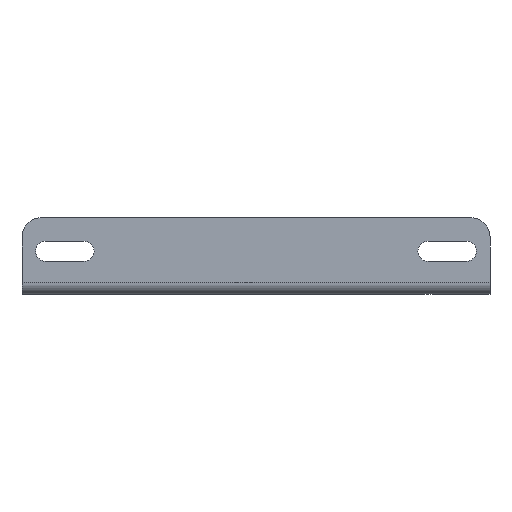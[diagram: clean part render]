
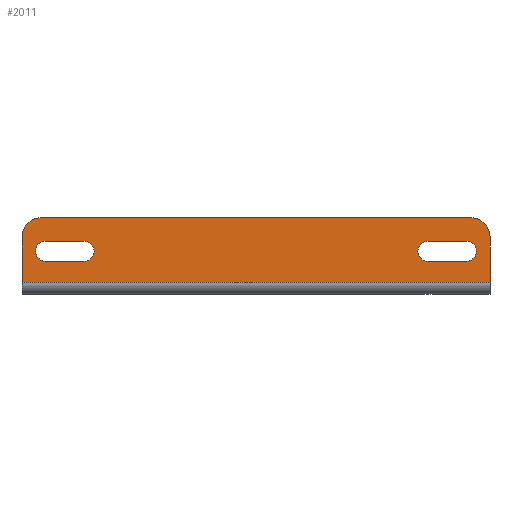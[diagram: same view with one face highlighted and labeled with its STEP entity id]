
A CAD part, front view. The second image highlights one B-rep face of the part: STEP entity #2011.
In plain terms, the highlighted planar face has unit normal (0, -1, 0).
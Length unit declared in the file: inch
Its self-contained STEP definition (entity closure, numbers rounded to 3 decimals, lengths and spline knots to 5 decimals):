
#9 = LINE ( 'NONE', #1859, #1837 ) ;
#19 = EDGE_CURVE ( 'NONE', #733, #205, #2222, .T. ) ;
#46 = LINE ( 'NONE', #2044, #1301 ) ;
#51 = ORIENTED_EDGE ( 'NONE', *, *, #2185, .F. ) ;
#54 = DIRECTION ( 'NONE',  ( -1., 0., 0. ) ) ;
#74 = EDGE_CURVE ( 'NONE', #193, #1534, #505, .T. ) ;
#110 = AXIS2_PLACEMENT_3D ( 'NONE', #456, #1571, #508 ) ;
#131 = ORIENTED_EDGE ( 'NONE', *, *, #74, .F. ) ;
#132 = CARTESIAN_POINT ( 'NONE',  ( 5.81, -0.125, 0.437 ) ) ;
#137 = LINE ( 'NONE', #1219, #1037 ) ;
#144 = DIRECTION ( 'NONE',  ( -1., 0., 0. ) ) ;
#154 = DIRECTION ( 'NONE',  ( -1., 0., 0. ) ) ;
#180 = CARTESIAN_POINT ( 'NONE',  ( 6.12, -0.125, 0.029 ) ) ;
#187 = ORIENTED_EDGE ( 'NONE', *, *, #970, .F. ) ;
#193 = VERTEX_POINT ( 'NONE', #1973 ) ;
#195 = CIRCLE ( 'NONE', #793, 0.132 ) ;
#205 = VERTEX_POINT ( 'NONE', #1800 ) ;
#229 = CARTESIAN_POINT ( 'NONE',  ( 0.25, -0.125, 0.625 ) ) ;
#265 = CARTESIAN_POINT ( 'NONE',  ( 0., -0.125, 0.625 ) ) ;
#274 = DIRECTION ( 'NONE',  ( 0., -1., 0. ) ) ;
#292 = AXIS2_PLACEMENT_3D ( 'NONE', #229, #1471, #407 ) ;
#309 = DIRECTION ( 'NONE',  ( 0., 0., -1. ) ) ;
#328 = LINE ( 'NONE', #2235, #1231 ) ;
#357 = LINE ( 'NONE', #1396, #1991 ) ;
#362 = CARTESIAN_POINT ( 'NONE',  ( 0.25, -0.125, 0.875 ) ) ;
#373 = VERTEX_POINT ( 'NONE', #614 ) ;
#385 = DIRECTION ( 'NONE',  ( 0., -1., 0. ) ) ;
#406 = CARTESIAN_POINT ( 'NONE',  ( 6.12, -0.125, 0.875 ) ) ;
#407 = DIRECTION ( 'NONE',  ( 0., 0., 1. ) ) ;
#429 = VERTEX_POINT ( 'NONE', #1017 ) ;
#449 = VERTEX_POINT ( 'NONE', #2071 ) ;
#456 = CARTESIAN_POINT ( 'NONE',  ( 0.31, -0.125, 0.437 ) ) ;
#476 = EDGE_CURVE ( 'NONE', #205, #373, #977, .T. ) ;
#491 = EDGE_LOOP ( 'NONE', ( #1375, #899, #2284, #878, #937, #1300 ) ) ;
#505 = CIRCLE ( 'NONE', #872, 0.132 ) ;
#508 = DIRECTION ( 'NONE',  ( 0., 0., -1. ) ) ;
#523 = DIRECTION ( 'NONE',  ( 1., 0., 0. ) ) ;
#585 = CARTESIAN_POINT ( 'NONE',  ( 0.31, -0.125, 0.569 ) ) ;
#601 = PLANE ( 'NONE',  #1525 ) ;
#609 = CARTESIAN_POINT ( 'NONE',  ( 0., -0.125, 0.029 ) ) ;
#614 = CARTESIAN_POINT ( 'NONE',  ( 0.81, -0.125, 0.305 ) ) ;
#632 = CARTESIAN_POINT ( 'NONE',  ( 5.31, -0.125, 0.305 ) ) ;
#692 = DIRECTION ( 'NONE',  ( 0., 0., -1. ) ) ;
#711 = CARTESIAN_POINT ( 'NONE',  ( 5.31, -0.125, 0.305 ) ) ;
#733 = VERTEX_POINT ( 'NONE', #585 ) ;
#763 = EDGE_CURVE ( 'NONE', #1512, #193, #357, .T. ) ;
#778 = CARTESIAN_POINT ( 'NONE',  ( 6.12, -0.125, 0.875 ) ) ;
#785 = DIRECTION ( 'NONE',  ( 0., 1., 0. ) ) ;
#793 = AXIS2_PLACEMENT_3D ( 'NONE', #873, #1923, #692 ) ;
#811 = DIRECTION ( 'NONE',  ( -1., 0., 0. ) ) ;
#815 = VERTEX_POINT ( 'NONE', #609 ) ;
#818 = AXIS2_PLACEMENT_3D ( 'NONE', #132, #1372, #309 ) ;
#848 = VECTOR ( 'NONE', #54, 39.37008 ) ;
#863 = ORIENTED_EDGE ( 'NONE', *, *, #1386, .F. ) ;
#872 = AXIS2_PLACEMENT_3D ( 'NONE', #2244, #274, #1198 ) ;
#873 = CARTESIAN_POINT ( 'NONE',  ( 0.81, -0.125, 0.437 ) ) ;
#878 = ORIENTED_EDGE ( 'NONE', *, *, #2277, .F. ) ;
#899 = ORIENTED_EDGE ( 'NONE', *, *, #1956, .T. ) ;
#937 = ORIENTED_EDGE ( 'NONE', *, *, #1229, .F. ) ;
#960 = VECTOR ( 'NONE', #2210, 39.37008 ) ;
#969 = AXIS2_PLACEMENT_3D ( 'NONE', #1456, #385, #1628 ) ;
#970 = EDGE_CURVE ( 'NONE', #373, #449, #195, .T. ) ;
#977 = LINE ( 'NONE', #1756, #1792 ) ;
#1017 = CARTESIAN_POINT ( 'NONE',  ( 6.12, -0.125, 0.625 ) ) ;
#1023 = LINE ( 'NONE', #632, #960 ) ;
#1037 = VECTOR ( 'NONE', #144, 39.37008 ) ;
#1141 = EDGE_CURVE ( 'NONE', #2067, #815, #328, .T. ) ;
#1198 = DIRECTION ( 'NONE',  ( 0., 0., -1. ) ) ;
#1216 = CIRCLE ( 'NONE', #969, 0.25 ) ;
#1219 = CARTESIAN_POINT ( 'NONE',  ( 0.31, -0.125, 0.569 ) ) ;
#1229 = EDGE_CURVE ( 'NONE', #429, #1649, #46, .T. ) ;
#1231 = VECTOR ( 'NONE', #1874, 39.37008 ) ;
#1254 = ORIENTED_EDGE ( 'NONE', *, *, #2264, .F. ) ;
#1284 = EDGE_LOOP ( 'NONE', ( #1320, #1860, #863, #187 ) ) ;
#1300 = ORIENTED_EDGE ( 'NONE', *, *, #1766, .T. ) ;
#1301 = VECTOR ( 'NONE', #2219, 39.37008 ) ;
#1320 = ORIENTED_EDGE ( 'NONE', *, *, #476, .F. ) ;
#1324 = ORIENTED_EDGE ( 'NONE', *, *, #763, .F. ) ;
#1372 = DIRECTION ( 'NONE',  ( 0., -1., 0. ) ) ;
#1375 = ORIENTED_EDGE ( 'NONE', *, *, #1828, .T. ) ;
#1382 = EDGE_LOOP ( 'NONE', ( #1254, #131, #1324, #51 ) ) ;
#1386 = EDGE_CURVE ( 'NONE', #449, #733, #137, .T. ) ;
#1396 = CARTESIAN_POINT ( 'NONE',  ( 5.31, -0.125, 0.569 ) ) ;
#1399 = CARTESIAN_POINT ( 'NONE',  ( 5.87, -0.125, 0.875 ) ) ;
#1451 = FACE_BOUND ( 'NONE', #1382, .T. ) ;
#1456 = CARTESIAN_POINT ( 'NONE',  ( 5.87, -0.125, 0.625 ) ) ;
#1471 = DIRECTION ( 'NONE',  ( 0., -1., 0. ) ) ;
#1507 = FACE_OUTER_BOUND ( 'NONE', #491, .T. ) ;
#1512 = VERTEX_POINT ( 'NONE', #2120 ) ;
#1525 = AXIS2_PLACEMENT_3D ( 'NONE', #778, #785, #2016 ) ;
#1534 = VERTEX_POINT ( 'NONE', #711 ) ;
#1537 = CIRCLE ( 'NONE', #818, 0.132 ) ;
#1541 = VERTEX_POINT ( 'NONE', #1771 ) ;
#1571 = DIRECTION ( 'NONE',  ( 0., -1., 0. ) ) ;
#1572 = VERTEX_POINT ( 'NONE', #362 ) ;
#1586 = VERTEX_POINT ( 'NONE', #1399 ) ;
#1628 = DIRECTION ( 'NONE',  ( 0., 0., 1. ) ) ;
#1649 = VERTEX_POINT ( 'NONE', #180 ) ;
#1756 = CARTESIAN_POINT ( 'NONE',  ( 0.31, -0.125, 0.305 ) ) ;
#1766 = EDGE_CURVE ( 'NONE', #429, #1586, #1216, .T. ) ;
#1771 = CARTESIAN_POINT ( 'NONE',  ( 5.81, -0.125, 0.305 ) ) ;
#1792 = VECTOR ( 'NONE', #523, 39.37008 ) ;
#1800 = CARTESIAN_POINT ( 'NONE',  ( 0.31, -0.125, 0.305 ) ) ;
#1828 = EDGE_CURVE ( 'NONE', #1586, #1572, #2252, .T. ) ;
#1837 = VECTOR ( 'NONE', #811, 39.37008 ) ;
#1859 = CARTESIAN_POINT ( 'NONE',  ( 6.12, -0.125, 0.029 ) ) ;
#1860 = ORIENTED_EDGE ( 'NONE', *, *, #19, .F. ) ;
#1874 = DIRECTION ( 'NONE',  ( 0., 0., -1. ) ) ;
#1917 = FACE_BOUND ( 'NONE', #1284, .T. ) ;
#1923 = DIRECTION ( 'NONE',  ( 0., -1., 0. ) ) ;
#1956 = EDGE_CURVE ( 'NONE', #1572, #2067, #2139, .T. ) ;
#1973 = CARTESIAN_POINT ( 'NONE',  ( 5.31, -0.125, 0.569 ) ) ;
#1991 = VECTOR ( 'NONE', #154, 39.37008 ) ;
#2011 = ADVANCED_FACE ( 'NONE', ( #1451, #1917, #1507 ), #601, .F. ) ;
#2016 = DIRECTION ( 'NONE',  ( 0., 0., 1. ) ) ;
#2044 = CARTESIAN_POINT ( 'NONE',  ( 6.12, -0.125, 0.875 ) ) ;
#2067 = VERTEX_POINT ( 'NONE', #265 ) ;
#2071 = CARTESIAN_POINT ( 'NONE',  ( 0.81, -0.125, 0.569 ) ) ;
#2120 = CARTESIAN_POINT ( 'NONE',  ( 5.81, -0.125, 0.569 ) ) ;
#2139 = CIRCLE ( 'NONE', #292, 0.25 ) ;
#2185 = EDGE_CURVE ( 'NONE', #1541, #1512, #1537, .T. ) ;
#2210 = DIRECTION ( 'NONE',  ( 1., 0., 0. ) ) ;
#2219 = DIRECTION ( 'NONE',  ( 0., 0., -1. ) ) ;
#2222 = CIRCLE ( 'NONE', #110, 0.132 ) ;
#2235 = CARTESIAN_POINT ( 'NONE',  ( 0., -0.125, 0.875 ) ) ;
#2244 = CARTESIAN_POINT ( 'NONE',  ( 5.31, -0.125, 0.437 ) ) ;
#2252 = LINE ( 'NONE', #406, #848 ) ;
#2264 = EDGE_CURVE ( 'NONE', #1534, #1541, #1023, .T. ) ;
#2277 = EDGE_CURVE ( 'NONE', #1649, #815, #9, .T. ) ;
#2284 = ORIENTED_EDGE ( 'NONE', *, *, #1141, .T. ) ;
